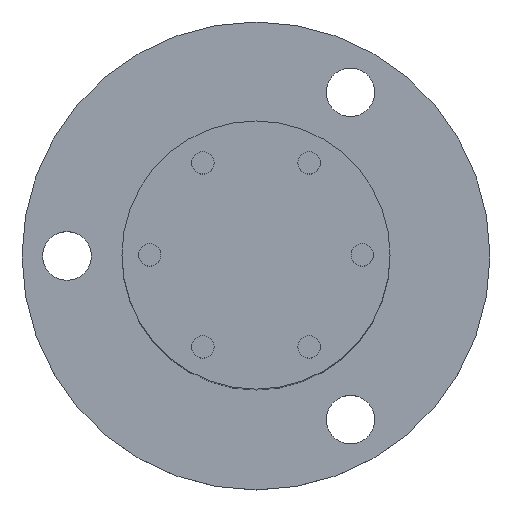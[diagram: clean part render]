
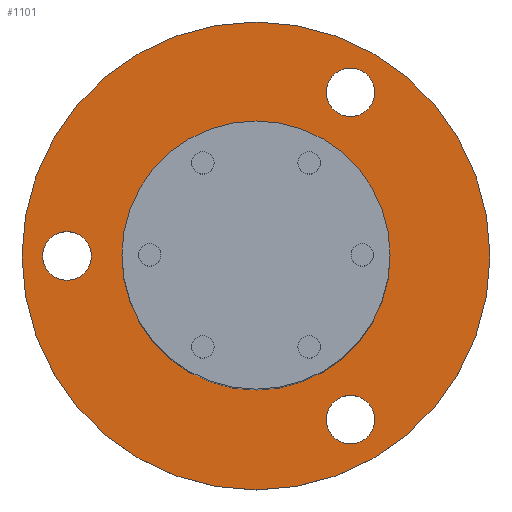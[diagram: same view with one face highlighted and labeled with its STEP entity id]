
A CAD part, top view. The second image highlights one B-rep face of the part: STEP entity #1101.
In plain terms, the highlighted planar face has unit normal (0, 0, 1).
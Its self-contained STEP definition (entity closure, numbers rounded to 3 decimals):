
#1 = DIRECTION ( 'NONE',  ( 0., 0., 1. ) ) ;
#54 = CIRCLE ( 'NONE', #1285, 2.7 ) ;
#55 = VERTEX_POINT ( 'NONE', #226 ) ;
#68 = VERTEX_POINT ( 'NONE', #1244 ) ;
#80 = ORIENTED_EDGE ( 'NONE', *, *, #1748, .F. ) ;
#101 = CARTESIAN_POINT ( 'NONE',  ( 10.5, 18.187, 16.3 ) ) ;
#113 = EDGE_LOOP ( 'NONE', ( #80, #1830 ) ) ;
#164 = FACE_BOUND ( 'NONE', #972, .T. ) ;
#189 = EDGE_CURVE ( 'NONE', #637, #1612, #879, .T. ) ;
#215 = EDGE_CURVE ( 'NONE', #440, #344, #445, .T. ) ;
#224 = EDGE_CURVE ( 'NONE', #1315, #1267, #54, .T. ) ;
#226 = CARTESIAN_POINT ( 'NONE',  ( 26., 0., 16.3 ) ) ;
#234 = DIRECTION ( 'NONE',  ( 0., 0., -1. ) ) ;
#242 = CIRCLE ( 'NONE', #360, 26. ) ;
#249 = DIRECTION ( 'NONE',  ( -1., 0., 0. ) ) ;
#323 = CARTESIAN_POINT ( 'NONE',  ( 0., 0., 16.3 ) ) ;
#343 = CIRCLE ( 'NONE', #1690, 14.9 ) ;
#344 = VERTEX_POINT ( 'NONE', #674 ) ;
#345 = ORIENTED_EDGE ( 'NONE', *, *, #760, .F. ) ;
#360 = AXIS2_PLACEMENT_3D ( 'NONE', #1104, #234, #1258 ) ;
#368 = EDGE_CURVE ( 'NONE', #940, #791, #607, .T. ) ;
#396 = DIRECTION ( 'NONE',  ( 0., 0., -1. ) ) ;
#408 = DIRECTION ( 'NONE',  ( -1., 0., 0. ) ) ;
#414 = AXIS2_PLACEMENT_3D ( 'NONE', #596, #1621, #739 ) ;
#417 = DIRECTION ( 'NONE',  ( 0., 0., 1. ) ) ;
#418 = CARTESIAN_POINT ( 'NONE',  ( 7.8, -18.187, 16.3 ) ) ;
#431 = DIRECTION ( 'NONE',  ( 0., 0., 1. ) ) ;
#440 = VERTEX_POINT ( 'NONE', #454 ) ;
#445 = CIRCLE ( 'NONE', #1183, 2.7 ) ;
#454 = CARTESIAN_POINT ( 'NONE',  ( -18.3, 0., 16.3 ) ) ;
#470 = DIRECTION ( 'NONE',  ( -1., 0., 0. ) ) ;
#486 = ORIENTED_EDGE ( 'NONE', *, *, #189, .T. ) ;
#496 = FACE_BOUND ( 'NONE', #514, .T. ) ;
#514 = EDGE_LOOP ( 'NONE', ( #554, #1639 ) ) ;
#536 = ORIENTED_EDGE ( 'NONE', *, *, #224, .F. ) ;
#554 = ORIENTED_EDGE ( 'NONE', *, *, #1484, .F. ) ;
#578 = CIRCLE ( 'NONE', #414, 26. ) ;
#586 = CARTESIAN_POINT ( 'NONE',  ( -14.9, 0., 16.3 ) ) ;
#596 = CARTESIAN_POINT ( 'NONE',  ( 0., 0., 16.3 ) ) ;
#607 = CIRCLE ( 'NONE', #1464, 2.7 ) ;
#637 = VERTEX_POINT ( 'NONE', #586 ) ;
#645 = DIRECTION ( 'NONE',  ( 0., 0., 1. ) ) ;
#674 = CARTESIAN_POINT ( 'NONE',  ( -23.7, 0., 16.3 ) ) ;
#706 = AXIS2_PLACEMENT_3D ( 'NONE', #101, #1120, #249 ) ;
#708 = DIRECTION ( 'NONE',  ( -1., 0., 0. ) ) ;
#722 = EDGE_LOOP ( 'NONE', ( #536, #345 ) ) ;
#739 = DIRECTION ( 'NONE',  ( -1., 0., 0. ) ) ;
#748 = CIRCLE ( 'NONE', #706, 2.7 ) ;
#760 = EDGE_CURVE ( 'NONE', #1267, #1315, #748, .T. ) ;
#791 = VERTEX_POINT ( 'NONE', #1550 ) ;
#803 = CARTESIAN_POINT ( 'NONE',  ( 7.8, 18.187, 16.3 ) ) ;
#831 = FACE_BOUND ( 'NONE', #1316, .T. ) ;
#840 = PLANE ( 'NONE',  #1535 ) ;
#847 = ORIENTED_EDGE ( 'NONE', *, *, #1868, .T. ) ;
#855 = CARTESIAN_POINT ( 'NONE',  ( -21., 0., 16.3 ) ) ;
#877 = CARTESIAN_POINT ( 'NONE',  ( -21., 0., 16.3 ) ) ;
#879 = CIRCLE ( 'NONE', #989, 14.9 ) ;
#886 = FACE_BOUND ( 'NONE', #722, .T. ) ;
#928 = CARTESIAN_POINT ( 'NONE',  ( 13.2, 18.187, 16.3 ) ) ;
#940 = VERTEX_POINT ( 'NONE', #418 ) ;
#942 = AXIS2_PLACEMENT_3D ( 'NONE', #1514, #645, #1677 ) ;
#972 = EDGE_LOOP ( 'NONE', ( #1671, #985 ) ) ;
#985 = ORIENTED_EDGE ( 'NONE', *, *, #1659, .F. ) ;
#989 = AXIS2_PLACEMENT_3D ( 'NONE', #1279, #396, #1416 ) ;
#999 = EDGE_CURVE ( 'NONE', #55, #68, #242, .T. ) ;
#1013 = CIRCLE ( 'NONE', #1373, 2.7 ) ;
#1024 = DIRECTION ( 'NONE',  ( -1., 0., 0. ) ) ;
#1046 = CARTESIAN_POINT ( 'NONE',  ( 14.9, 0., 16.3 ) ) ;
#1101 = ADVANCED_FACE ( 'NONE', ( #886, #164, #496, #1226, #831 ), #840, .F. ) ;
#1104 = CARTESIAN_POINT ( 'NONE',  ( 0., 0., 16.3 ) ) ;
#1120 = DIRECTION ( 'NONE',  ( 0., 0., 1. ) ) ;
#1183 = AXIS2_PLACEMENT_3D ( 'NONE', #855, #1740, #708 ) ;
#1226 = FACE_OUTER_BOUND ( 'NONE', #113, .T. ) ;
#1244 = CARTESIAN_POINT ( 'NONE',  ( -26., 0., 16.3 ) ) ;
#1258 = DIRECTION ( 'NONE',  ( -1., 0., 0. ) ) ;
#1267 = VERTEX_POINT ( 'NONE', #928 ) ;
#1279 = CARTESIAN_POINT ( 'NONE',  ( 0., 0., 16.3 ) ) ;
#1285 = AXIS2_PLACEMENT_3D ( 'NONE', #1435, #417, #1297 ) ;
#1292 = DIRECTION ( 'NONE',  ( 0., 0., -1. ) ) ;
#1297 = DIRECTION ( 'NONE',  ( -1., 0., 0. ) ) ;
#1314 = DIRECTION ( 'NONE',  ( -1., 0., 0. ) ) ;
#1315 = VERTEX_POINT ( 'NONE', #803 ) ;
#1316 = EDGE_LOOP ( 'NONE', ( #486, #847 ) ) ;
#1350 = DIRECTION ( 'NONE',  ( 0., 0., -1. ) ) ;
#1373 = AXIS2_PLACEMENT_3D ( 'NONE', #877, #1, #1024 ) ;
#1416 = DIRECTION ( 'NONE',  ( -1., 0., 0. ) ) ;
#1435 = CARTESIAN_POINT ( 'NONE',  ( 10.5, 18.187, 16.3 ) ) ;
#1454 = CARTESIAN_POINT ( 'NONE',  ( 10.5, -18.187, 16.3 ) ) ;
#1464 = AXIS2_PLACEMENT_3D ( 'NONE', #1454, #431, #1314 ) ;
#1484 = EDGE_CURVE ( 'NONE', #344, #440, #1013, .T. ) ;
#1514 = CARTESIAN_POINT ( 'NONE',  ( 10.5, -18.187, 16.3 ) ) ;
#1535 = AXIS2_PLACEMENT_3D ( 'NONE', #1573, #1292, #408 ) ;
#1550 = CARTESIAN_POINT ( 'NONE',  ( 13.2, -18.187, 16.3 ) ) ;
#1573 = CARTESIAN_POINT ( 'NONE',  ( 0., 0., 16.3 ) ) ;
#1612 = VERTEX_POINT ( 'NONE', #1046 ) ;
#1621 = DIRECTION ( 'NONE',  ( 0., 0., -1. ) ) ;
#1639 = ORIENTED_EDGE ( 'NONE', *, *, #215, .F. ) ;
#1659 = EDGE_CURVE ( 'NONE', #791, #940, #1768, .T. ) ;
#1671 = ORIENTED_EDGE ( 'NONE', *, *, #368, .F. ) ;
#1677 = DIRECTION ( 'NONE',  ( -1., 0., 0. ) ) ;
#1690 = AXIS2_PLACEMENT_3D ( 'NONE', #323, #1350, #470 ) ;
#1740 = DIRECTION ( 'NONE',  ( 0., 0., 1. ) ) ;
#1748 = EDGE_CURVE ( 'NONE', #68, #55, #578, .T. ) ;
#1768 = CIRCLE ( 'NONE', #942, 2.7 ) ;
#1830 = ORIENTED_EDGE ( 'NONE', *, *, #999, .F. ) ;
#1868 = EDGE_CURVE ( 'NONE', #1612, #637, #343, .T. ) ;
